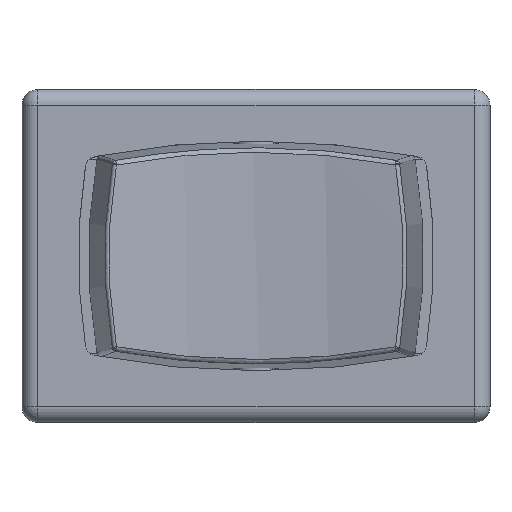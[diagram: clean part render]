
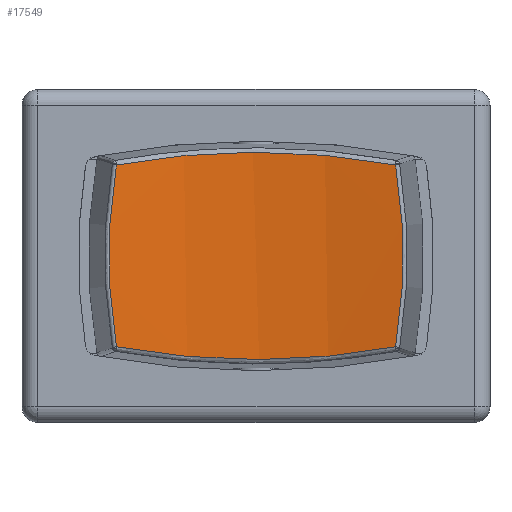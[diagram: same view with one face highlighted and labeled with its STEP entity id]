
A CAD part, top view. The second image highlights one B-rep face of the part: STEP entity #17549.
In plain terms, the highlighted cylindrical face has radius 27 mm (diameter 54 mm), a partial arc.
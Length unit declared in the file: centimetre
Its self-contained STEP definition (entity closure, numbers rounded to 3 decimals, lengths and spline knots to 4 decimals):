
#1288=FACE_OUTER_BOUND('',#2276,.T.);
#2276=EDGE_LOOP('',(#12799,#12800,#12801,#12802));
#3232=B_SPLINE_CURVE_WITH_KNOTS('',3,(#23919,#23920,#23921,#23922,#23923),
 .UNSPECIFIED.,.F.,.F.,(4,1,4),(0.0081,0.5515,1.2761),
 .UNSPECIFIED.);
#3255=B_SPLINE_CURVE_WITH_KNOTS('',3,(#24297,#24298,#24299,#24300,#24301),
 .UNSPECIFIED.,.F.,.F.,(4,1,4),(0.0081,0.5515,1.2761),
 .UNSPECIFIED.);
#3258=B_SPLINE_CURVE_WITH_KNOTS('',3,(#24350,#24351,#24352,#24353),
 .UNSPECIFIED.,.F.,.F.,(4,4),(0.0158,0.8276),
 .UNSPECIFIED.);
#3259=B_SPLINE_CURVE_WITH_KNOTS('',3,(#24355,#24356,#24357,#24358),
 .UNSPECIFIED.,.F.,.F.,(4,4),(0.0158,0.8276),
 .UNSPECIFIED.);
#7901=VERTEX_POINT('',#23747);
#7907=VERTEX_POINT('',#23854);
#7924=VERTEX_POINT('',#24151);
#7928=VERTEX_POINT('',#24229);
#9785=EDGE_CURVE('',#7901,#7907,#3232,.T.);
#9818=EDGE_CURVE('',#7928,#7924,#3255,.T.);
#9821=EDGE_CURVE('',#7924,#7901,#3258,.T.);
#9822=EDGE_CURVE('',#7907,#7928,#3259,.T.);
#12799=ORIENTED_EDGE('',*,*,#9785,.F.);
#12800=ORIENTED_EDGE('',*,*,#9821,.F.);
#12801=ORIENTED_EDGE('',*,*,#9818,.F.);
#12802=ORIENTED_EDGE('',*,*,#9822,.F.);
#17380=CYLINDRICAL_SURFACE('',#18584,2.7);
#17549=ADVANCED_FACE('',(#1288),#17380,.F.);
#18584=AXIS2_PLACEMENT_3D('',#24354,#19896,#19897);
#19896=DIRECTION('center_axis',(0.,-1.,0.));
#19897=DIRECTION('ref_axis',(0.256,0.,-0.967));
#23747=CARTESIAN_POINT('',(0.6204,-0.4039,1.7522));
#23854=CARTESIAN_POINT('',(-0.6204,-0.4039,1.7522));
#23919=CARTESIAN_POINT('Ctrl Pts',(0.6204,-0.4039,
1.7522));
#23920=CARTESIAN_POINT('Ctrl Pts',(0.4481,-0.4357,
1.7116));
#23921=CARTESIAN_POINT('Ctrl Pts',(0.0312,-0.4803,
1.6552));
#23922=CARTESIAN_POINT('Ctrl Pts',(-0.3907,-0.4462,
1.698));
#23923=CARTESIAN_POINT('Ctrl Pts',(-0.6204,-0.4039,
1.7522));
#24151=CARTESIAN_POINT('',(0.6204,0.4039,1.7522));
#24229=CARTESIAN_POINT('',(-0.6204,0.4039,1.7522));
#24297=CARTESIAN_POINT('Ctrl Pts',(-0.6204,0.4039,
1.7522));
#24298=CARTESIAN_POINT('Ctrl Pts',(-0.4481,0.4357,
1.7116));
#24299=CARTESIAN_POINT('Ctrl Pts',(-0.0312,0.4803,
1.6552));
#24300=CARTESIAN_POINT('Ctrl Pts',(0.3907,0.4462,
1.698));
#24301=CARTESIAN_POINT('Ctrl Pts',(0.6204,0.4039,1.7522));
#24350=CARTESIAN_POINT('Ctrl Pts',(0.6204,0.4039,1.7522));
#24351=CARTESIAN_POINT('Ctrl Pts',(0.665,0.1373,1.7628));
#24352=CARTESIAN_POINT('Ctrl Pts',(0.665,-0.1373,
1.7628));
#24353=CARTESIAN_POINT('Ctrl Pts',(0.6204,-0.4039,
1.7522));
#24354=CARTESIAN_POINT('Origin',(0.,0.,
4.38));
#24355=CARTESIAN_POINT('Ctrl Pts',(-0.6204,-0.4039,
1.7522));
#24356=CARTESIAN_POINT('Ctrl Pts',(-0.665,-0.1373,
1.7628));
#24357=CARTESIAN_POINT('Ctrl Pts',(-0.665,0.1373,
1.7628));
#24358=CARTESIAN_POINT('Ctrl Pts',(-0.6204,0.4039,
1.7522));
